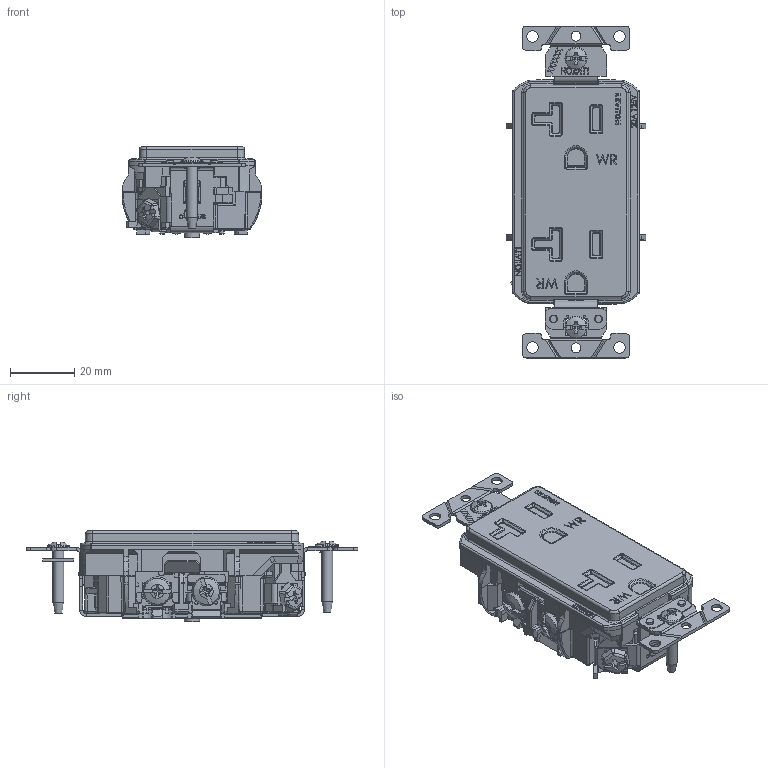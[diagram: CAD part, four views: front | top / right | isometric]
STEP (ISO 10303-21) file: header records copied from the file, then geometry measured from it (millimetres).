
FILE_DESCRIPTION (( 'STEP AP214' ), '1' );
FILE_NAME ('CATSTD-WDR20-00X-M01.STEP', '2020-10-27T18:31:24', ( '' ), ( '' ), 'SwSTEP 2.0', 'SolidWorks 2020', '' );
FILE_SCHEMA (( 'AUTOMOTIVE_DESIGN' ));
Length unit declared in the file: inch
Products named in the file (1): CATSTD-WDR20-00X-M01
Bounding box: 43.43 x 103.17 x 28.47 mm (x, y, z)
Volume: 56785 mm3; surface area: 25037.9 mm2
Topology: 5 solids, 63 shells, 4912 faces, 12943 edges, 8316 vertices
Faces by surface type: plane 3355, cylinder 759, bspline 615, cone 77, torus 61, sphere 45
Full cylindrical faces by diameter (mm): 0.889 x2, 1.016 x12, 1.397 x4, 2.184 x2, 2.286 x1, 2.413 x2, 2.858 x1, 3.048 x2, 3.175 x1, 3.378 x1, 3.404 x2, 3.505 x2, 3.556 x4, 3.734 x1, 3.783 x1, 3.988 x2, 4.064 x1, 4.166 x5, 4.699 x1, 4.826 x1, 4.953 x3, 6.858 x2
Entity records: 252792 total; most frequent: CARTESIAN_POINT 77035, ORIENTED_EDGE 25532, DIRECTION 20757, EDGE_CURVE 12766, LINE 9271, VECTOR 9271, VERTEX_POINT 8248, AXIS2_PLACEMENT_3D 5743
